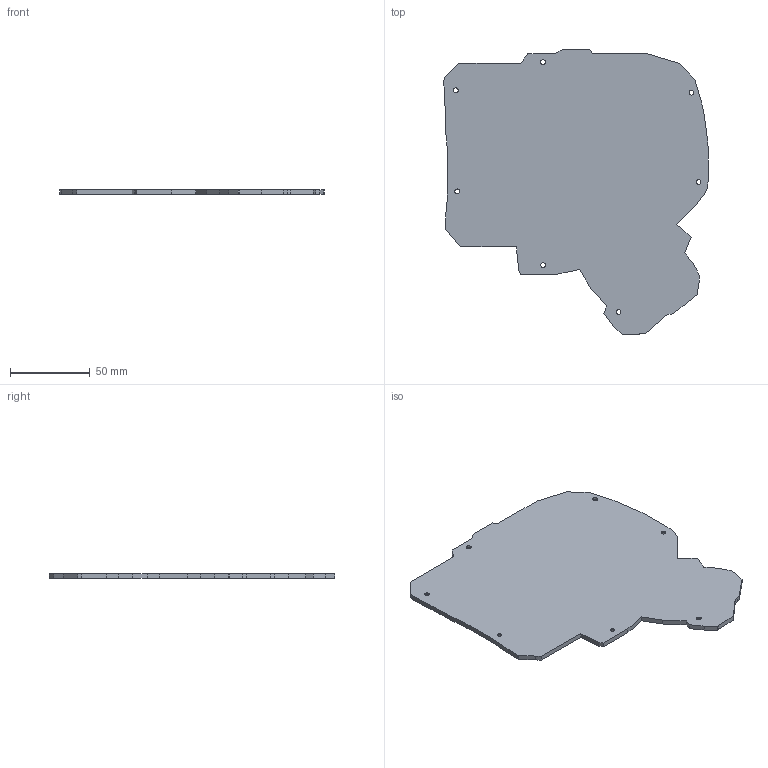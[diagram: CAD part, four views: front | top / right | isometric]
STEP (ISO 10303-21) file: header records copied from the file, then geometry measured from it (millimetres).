
FILE_DESCRIPTION (( 'STEP AP203' ), '1' );
FILE_NAME ('DM_5x6_MX_DEF-THUMB_OLED_Left_Plate.step', '2022-10-20T15:40:58', ( '' ), ( '' ), 'SwSTEP 2.0', 'SolidWorks 2020', '' );
FILE_SCHEMA (( 'CONFIG_CONTROL_DESIGN' ));
Length unit declared in the file: millimetre
Products named in the file (1): DM_5x6_MX_DEF-THUMB_OLED_Left_Plate
Bounding box: 166.13 x 179.32 x 3 mm (x, y, z)
Volume: 67272.2 mm3; surface area: 46986.2 mm2
Topology: 1 solids, 1 shells, 85 faces, 235 edges, 152 vertices
Faces by surface type: plane 57, cone 14, cylinder 14
Entity records: 2784 total; most frequent: CARTESIAN_POINT 473, ORIENTED_EDGE 470, DIRECTION 449, EDGE_CURVE 235, VECTOR 193, LINE 193, VERTEX_POINT 152, AXIS2_PLACEMENT_3D 128
